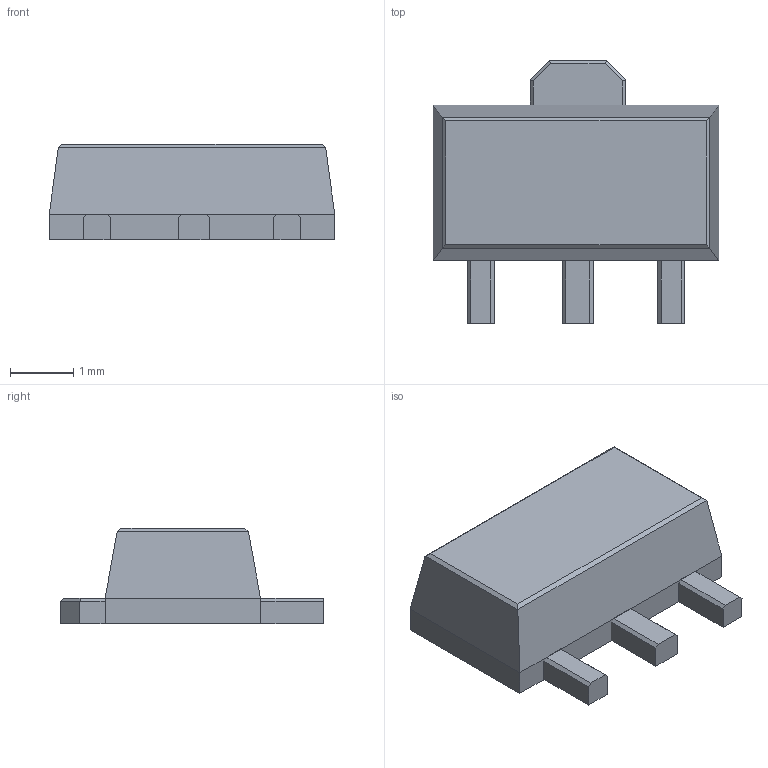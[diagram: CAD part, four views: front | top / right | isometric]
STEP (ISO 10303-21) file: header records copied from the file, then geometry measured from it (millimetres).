
FILE_DESCRIPTION(/* description */ (''),/* implementation_level */ '2;1');
FILE_NAME(/* name */ 'SOT89.step',/* time_stamp */ '2019-04-17T23:31:18+03:00',/* author */ (''),/* organization */ (''),/* preprocessor_version */ 'ST-DEVELOPER v17.2',/* originating_system */ 'Autodesk Translation Framework v7.6.0.251',/* authorisation */ '');
FILE_SCHEMA (('AUTOMOTIVE_DESIGN { 1 0 10303 214 3 1 1 }'));
Length unit declared in the file: millimetre
Products named in the file (10): (Unsaved); SOT89; Component1; Component8; Component2; Component6; Component3; Component7; Component4; Component5
Assembly tree (9 placements, depth 4):
  (Unsaved)
    SOT89
      Component1
        Component8
      Component2
        Component6
      Component3
        Component7
      Component4
      Component5
Bounding box: 4.5 x 4.14 x 1.5 mm (x, y, z)
Volume: 16.1 mm3; surface area: 49 mm2
Topology: 5 solids, 5 shells, 51 faces, 115 edges, 74 vertices
Faces by surface type: plane 51
Entity records: 1660 total; most frequent: CARTESIAN_POINT 259, DIRECTION 255, ORIENTED_EDGE 230, LINE 115, VECTOR 115, EDGE_CURVE 115, VERTEX_POINT 74, AXIS2_PLACEMENT_3D 70
